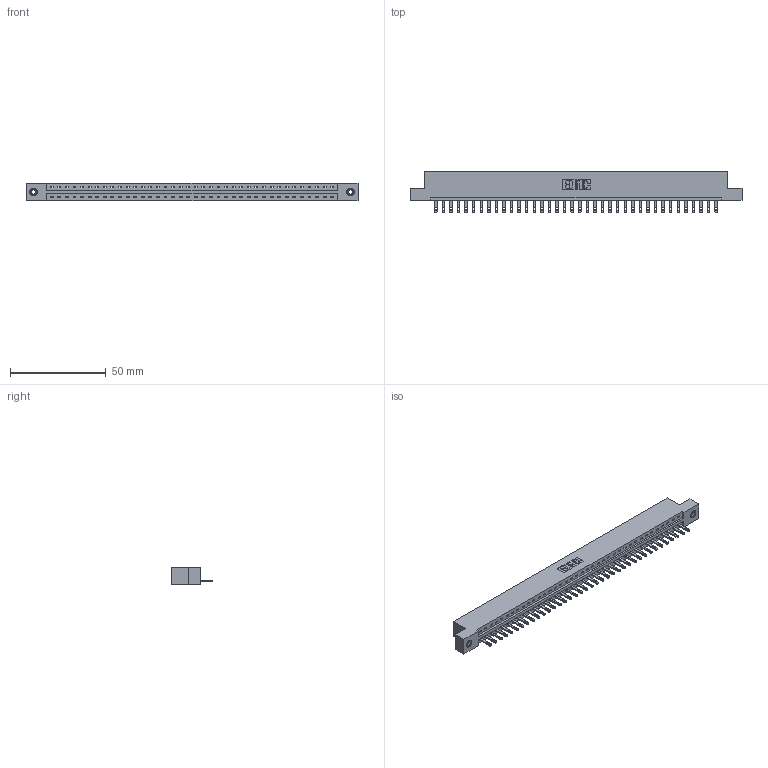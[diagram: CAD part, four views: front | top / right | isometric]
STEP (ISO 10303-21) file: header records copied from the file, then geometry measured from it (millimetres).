
FILE_DESCRIPTION (( 'STEP AP203' ), '1' );
FILE_NAME ('337-038-500-108.STEP', '2019-10-01T16:17:02', ( '' ), ( '' ), 'SwSTEP 2.0', 'SolidWorks 2016', '' );
FILE_SCHEMA (( 'CONFIG_CONTROL_DESIGN' ));
Length unit declared in the file: inch
Products named in the file (4): 345-292-001_345-293-100; 337 Part_Flush Mounting Lugs - 0.156 Dia-TI; 337-038-500-108; 345-250-001_345-250-003-102
Assembly tree (41 placements, depth 2):
  337-038-500-108
    337 Part_Flush Mounting Lugs - 0.156 Dia-TI
    345-292-001_345-293-100  x38
    345-250-001_345-250-003-102  x2
Bounding box: 173.58 x 21.85 x 9.4 mm (x, y, z)
Volume: 18008 mm3; surface area: 18704.9 mm2
Topology: 41 solids, 41 shells, 2378 faces, 7287 edges, 4850 vertices
Faces by surface type: plane 1622, cylinder 740, cone 12, torus 4
Entity records: 29880 total; most frequent: CARTESIAN_POINT 5183, ORIENTED_EDGE 5150, DIRECTION 4405, EDGE_CURVE 2575, LINE 2423, VECTOR 2423, VERTEX_POINT 1712, AXIS2_PLACEMENT_3D 991
